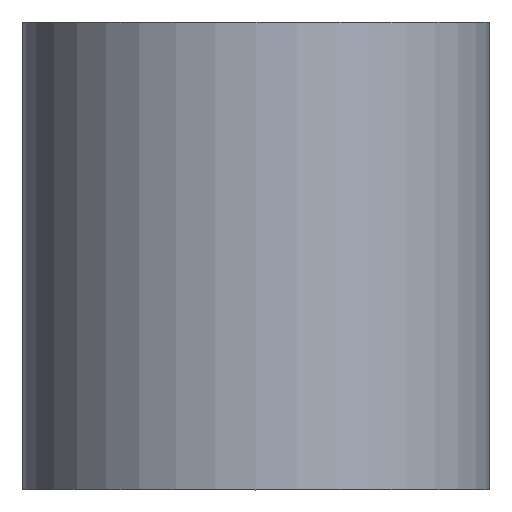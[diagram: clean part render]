
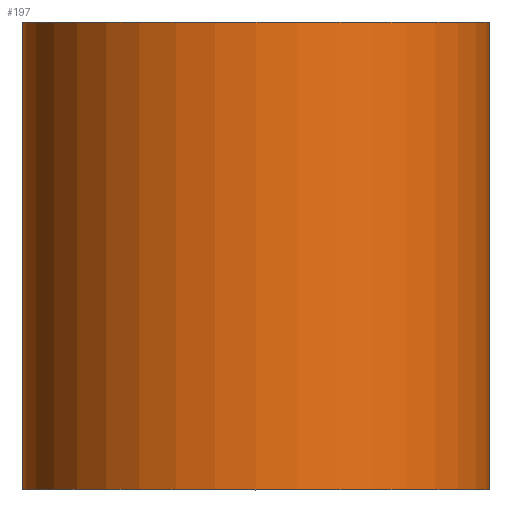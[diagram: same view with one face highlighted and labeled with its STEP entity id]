
A CAD part, top view. The second image highlights one B-rep face of the part: STEP entity #197.
In plain terms, the highlighted cylindrical face has radius 20 mm (diameter 40 mm), a partial arc.
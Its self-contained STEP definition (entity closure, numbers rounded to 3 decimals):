
#193=EDGE_CURVE('',#315,#385,#499,.T.);
#197=ADVANCED_FACE('',(#504),#505,.T.);
#225=VERTEX_POINT('',#538);
#267=EDGE_CURVE('',#315,#279,#588,.T.);
#279=VERTEX_POINT('',#602);
#315=VERTEX_POINT('',#640);
#337=EDGE_CURVE('',#225,#279,#664,.T.);
#369=EDGE_CURVE('',#225,#385,#701,.T.);
#385=VERTEX_POINT('',#718);
#499=LINE('',#842,#843);
#504=FACE_OUTER_BOUND('',#848,.T.);
#505=CYLINDRICAL_SURFACE('',#849,20.0);
#538=CARTESIAN_POINT('',(-20.0,0.,0.0));
#588=CIRCLE('',#953,20.0);
#602=CARTESIAN_POINT('',(-20.0,-40.0,0.0));
#640=CARTESIAN_POINT('',(20.0,-40.0,0.));
#664=LINE('',#1049,#1050);
#701=CIRCLE('',#1092,20.0);
#718=CARTESIAN_POINT('',(20.0,0.,0.));
#842=CARTESIAN_POINT('',(20.0,-20.0,0.));
#843=VECTOR('',#1250,1.0);
#848=EDGE_LOOP('',(#1260,#1261,#1262,#1263));
#849=AXIS2_PLACEMENT_3D('',#1264,#1265,#1266);
#953=AXIS2_PLACEMENT_3D('',#1381,#1382,#1383);
#1049=CARTESIAN_POINT('',(-20.0,-20.0,0.));
#1050=VECTOR('',#1478,1.0);
#1092=AXIS2_PLACEMENT_3D('',#1518,#1519,#1520);
#1250=DIRECTION('',(0.,1.0,-0.0));
#1260=ORIENTED_EDGE('',*,*,#337,.T.);
#1261=ORIENTED_EDGE('',*,*,#267,.F.);
#1262=ORIENTED_EDGE('',*,*,#193,.T.);
#1263=ORIENTED_EDGE('',*,*,#369,.F.);
#1264=CARTESIAN_POINT('',(0.,-20.0,0.0));
#1265=DIRECTION('',(0.,1.0,-0.0));
#1266=DIRECTION('',(-1.0,0.,0.0));
#1381=CARTESIAN_POINT('',(0.,-40.0,0.0));
#1382=DIRECTION('',(0.,-1.0,0.0));
#1383=DIRECTION('',(-1.0,0.,0.0));
#1478=DIRECTION('',(0.,-1.0,0.0));
#1518=CARTESIAN_POINT('',(0.0,0.0,0.0));
#1519=DIRECTION('',(0.,1.0,0.0));
#1520=DIRECTION('',(-1.0,0.,0.0));
